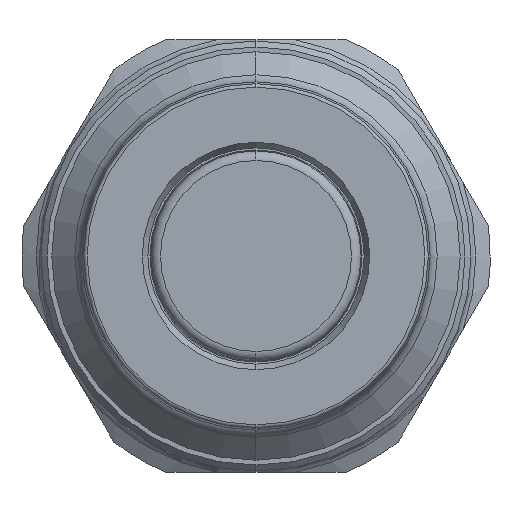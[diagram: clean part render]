
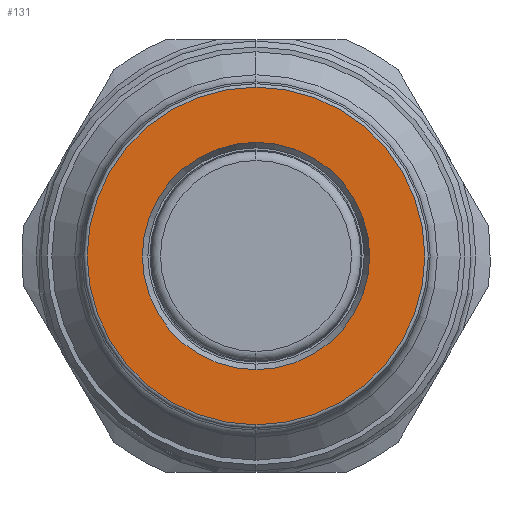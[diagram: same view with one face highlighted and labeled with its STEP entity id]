
A CAD part, left-side view. The second image highlights one B-rep face of the part: STEP entity #131.
In plain terms, the highlighted planar face has unit normal (-1, 0, 0).
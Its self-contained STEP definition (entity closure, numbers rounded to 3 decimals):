
#131 = ADVANCED_FACE ( 'NONE', ( #564, #574 ), #2062, .T. ) ;
#301 = AXIS2_PLACEMENT_3D ( 'NONE', #2061, #2522, #2509 ) ;
#471 = EDGE_LOOP ( 'NONE', ( #694, #692 ) ) ;
#564 = FACE_BOUND ( 'NONE', #2603, .T. ) ;
#574 = FACE_OUTER_BOUND ( 'NONE', #471, .T. ) ;
#692 = ORIENTED_EDGE ( 'NONE', *, *, #2712, .F. ) ;
#694 = ORIENTED_EDGE ( 'NONE', *, *, #2685, .F. ) ;
#698 = ORIENTED_EDGE ( 'NONE', *, *, #2711, .T. ) ;
#733 = ORIENTED_EDGE ( 'NONE', *, *, #2811, .T. ) ;
#884 = DIRECTION ( 'NONE',  ( 0., 0., -1. ) ) ;
#892 = DIRECTION ( 'NONE',  ( 1., 0., 0. ) ) ;
#897 = CARTESIAN_POINT ( 'NONE',  ( -67., 0., 0. ) ) ;
#898 = CARTESIAN_POINT ( 'NONE',  ( -67., 0., 14.055 ) ) ;
#920 = CARTESIAN_POINT ( 'NONE',  ( -67., 0., 9.462 ) ) ;
#934 = CARTESIAN_POINT ( 'NONE',  ( -67., 0., 0. ) ) ;
#945 = DIRECTION ( 'NONE',  ( 0., 0., -1. ) ) ;
#950 = CARTESIAN_POINT ( 'NONE',  ( -67., 0., -14.055 ) ) ;
#984 = DIRECTION ( 'NONE',  ( 1., 0., 0. ) ) ;
#1073 = CARTESIAN_POINT ( 'NONE',  ( -67., 0., -9.462 ) ) ;
#1288 = DIRECTION ( 'NONE',  ( 0., 0., -1. ) ) ;
#1290 = CARTESIAN_POINT ( 'NONE',  ( -67., 0., 0. ) ) ;
#1303 = DIRECTION ( 'NONE',  ( 1., 0., 0. ) ) ;
#1457 = DIRECTION ( 'NONE',  ( 0., 0., -1. ) ) ;
#1508 = DIRECTION ( 'NONE',  ( 1., 0., 0. ) ) ;
#1509 = CARTESIAN_POINT ( 'NONE',  ( -67., 0., 0. ) ) ;
#1651 = CIRCLE ( 'NONE', #2659, 14.055 ) ;
#1682 = CIRCLE ( 'NONE', #2643, 9.462 ) ;
#1838 = CIRCLE ( 'NONE', #2624, 14.055 ) ;
#1890 = AXIS2_PLACEMENT_3D ( 'NONE', #1509, #1508, #1457 ) ;
#2061 = CARTESIAN_POINT ( 'NONE',  ( -67., 14.055, 0. ) ) ;
#2062 = PLANE ( 'NONE',  #301 ) ;
#2087 = VERTEX_POINT ( 'NONE', #950 ) ;
#2341 = VERTEX_POINT ( 'NONE', #920 ) ;
#2369 = VERTEX_POINT ( 'NONE', #898 ) ;
#2371 = VERTEX_POINT ( 'NONE', #1073 ) ;
#2509 = DIRECTION ( 'NONE',  ( 0., 0., 1. ) ) ;
#2522 = DIRECTION ( 'NONE',  ( -1., 0., 0. ) ) ;
#2603 = EDGE_LOOP ( 'NONE', ( #698, #733 ) ) ;
#2624 = AXIS2_PLACEMENT_3D ( 'NONE', #934, #984, #945 ) ;
#2643 = AXIS2_PLACEMENT_3D ( 'NONE', #897, #892, #884 ) ;
#2659 = AXIS2_PLACEMENT_3D ( 'NONE', #1290, #1303, #1288 ) ;
#2685 = EDGE_CURVE ( 'NONE', #2087, #2369, #1651, .T. ) ;
#2711 = EDGE_CURVE ( 'NONE', #2341, #2371, #1682, .T. ) ;
#2712 = EDGE_CURVE ( 'NONE', #2369, #2087, #1838, .T. ) ;
#2752 = CIRCLE ( 'NONE', #1890, 9.462 ) ;
#2811 = EDGE_CURVE ( 'NONE', #2371, #2341, #2752, .T. ) ;
